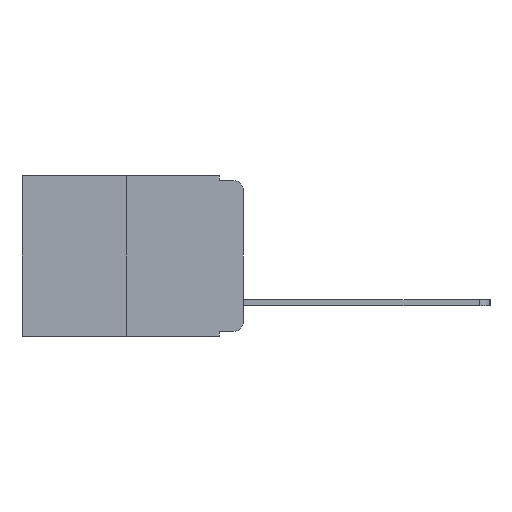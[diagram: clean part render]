
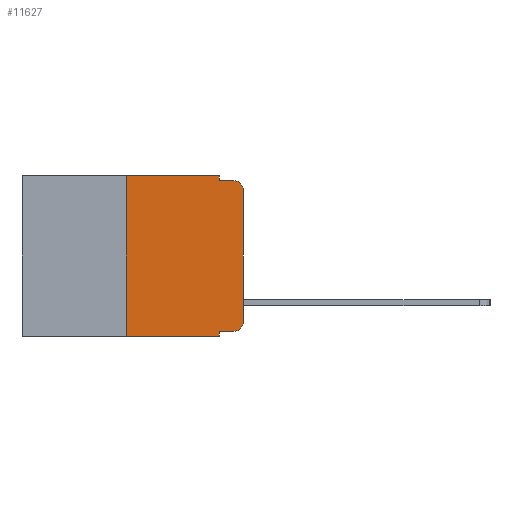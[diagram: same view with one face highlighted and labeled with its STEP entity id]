
A CAD part, left-side view. The second image highlights one B-rep face of the part: STEP entity #11627.
In plain terms, the highlighted planar face has unit normal (-1, 0, 0).
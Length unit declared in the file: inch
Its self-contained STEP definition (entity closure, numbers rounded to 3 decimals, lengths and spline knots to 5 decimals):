
#220 = DIRECTION ( 'NONE',  ( 0., 0., 1. ) ) ;
#494 = DIRECTION ( 'NONE',  ( -1., 0., 0. ) ) ;
#518 = ORIENTED_EDGE ( 'NONE', *, *, #10149, .F. ) ;
#670 = VERTEX_POINT ( 'NONE', #8963 ) ;
#780 = DIRECTION ( 'NONE',  ( 0., -1., 0. ) ) ;
#826 = CIRCLE ( 'NONE', #10194, 0.02 ) ;
#990 = LINE ( 'NONE', #10284, #13064 ) ;
#1310 = DIRECTION ( 'NONE',  ( -1., 0., 0. ) ) ;
#1415 = CARTESIAN_POINT ( 'NONE',  ( 0., 0., -0.313 ) ) ;
#1437 = CARTESIAN_POINT ( 'NONE',  ( 0., 0.051, -0.01 ) ) ;
#1438 = FACE_OUTER_BOUND ( 'NONE', #5308, .T. ) ;
#1574 = VERTEX_POINT ( 'NONE', #7469 ) ;
#1656 = VERTEX_POINT ( 'NONE', #1437 ) ;
#1697 = DIRECTION ( 'NONE',  ( 0., -1., 0. ) ) ;
#2079 = ORIENTED_EDGE ( 'NONE', *, *, #5982, .T. ) ;
#2345 = AXIS2_PLACEMENT_3D ( 'NONE', #2411, #11231, #3697 ) ;
#2362 = CARTESIAN_POINT ( 'NONE',  ( 0., 0.051, -0.343 ) ) ;
#2380 = VECTOR ( 'NONE', #12757, 39.37008 ) ;
#2411 = CARTESIAN_POINT ( 'NONE',  ( 0., 0.473, 0. ) ) ;
#2468 = ORIENTED_EDGE ( 'NONE', *, *, #8830, .T. ) ;
#3222 = VECTOR ( 'NONE', #1697, 39.37008 ) ;
#3447 = ORIENTED_EDGE ( 'NONE', *, *, #12257, .T. ) ;
#3697 = DIRECTION ( 'NONE',  ( 0., 0., -1. ) ) ;
#3846 = ORIENTED_EDGE ( 'NONE', *, *, #7561, .F. ) ;
#4007 = CARTESIAN_POINT ( 'NONE',  ( 0., 0., 0. ) ) ;
#4092 = CARTESIAN_POINT ( 'NONE',  ( 0., 0.25, 0. ) ) ;
#4166 = CARTESIAN_POINT ( 'NONE',  ( 0., 0.051, -0.01 ) ) ;
#4238 = ORIENTED_EDGE ( 'NONE', *, *, #13757, .F. ) ;
#4629 = VECTOR ( 'NONE', #780, 39.37008 ) ;
#4740 = DIRECTION ( 'NONE',  ( 0., -1., 0. ) ) ;
#4952 = VERTEX_POINT ( 'NONE', #15452 ) ;
#5255 = DIRECTION ( 'NONE',  ( 0., 0., -1. ) ) ;
#5308 = EDGE_LOOP ( 'NONE', ( #15757, #3447, #518, #3846, #4238, #7565, #14468, #8365, #2079, #2468 ) ) ;
#5425 = LINE ( 'NONE', #10126, #4629 ) ;
#5716 = CARTESIAN_POINT ( 'NONE',  ( 0., 0.051, -0.333 ) ) ;
#5982 = EDGE_CURVE ( 'NONE', #4952, #14302, #6122, .T. ) ;
#6122 = LINE ( 'NONE', #5716, #2380 ) ;
#6396 = LINE ( 'NONE', #4092, #15750 ) ;
#6479 = VERTEX_POINT ( 'NONE', #12780 ) ;
#6554 = LINE ( 'NONE', #4166, #3222 ) ;
#7165 = VERTEX_POINT ( 'NONE', #7641 ) ;
#7241 = LINE ( 'NONE', #9785, #13410 ) ;
#7469 = CARTESIAN_POINT ( 'NONE',  ( 0., 0.25, -0.343 ) ) ;
#7561 = EDGE_CURVE ( 'NONE', #670, #1656, #15253, .T. ) ;
#7565 = ORIENTED_EDGE ( 'NONE', *, *, #9292, .F. ) ;
#7641 = CARTESIAN_POINT ( 'NONE',  ( 0., 0.02, -0.01 ) ) ;
#8365 = ORIENTED_EDGE ( 'NONE', *, *, #13349, .F. ) ;
#8821 = VECTOR ( 'NONE', #9547, 39.37008 ) ;
#8829 = CARTESIAN_POINT ( 'NONE',  ( 0., 0.02, -0.03 ) ) ;
#8830 = EDGE_CURVE ( 'NONE', #14302, #10550, #13002, .T. ) ;
#8963 = CARTESIAN_POINT ( 'NONE',  ( 0., 0.051, 0. ) ) ;
#9183 = EDGE_CURVE ( 'NONE', #1574, #11611, #5425, .T. ) ;
#9292 = EDGE_CURVE ( 'NONE', #1574, #6479, #6396, .T. ) ;
#9435 = CARTESIAN_POINT ( 'NONE',  ( 0., 0.051, 0. ) ) ;
#9547 = DIRECTION ( 'NONE',  ( 0., 0., -1. ) ) ;
#9785 = CARTESIAN_POINT ( 'NONE',  ( 0., 0.473, 0. ) ) ;
#10064 = EDGE_CURVE ( 'NONE', #10550, #11364, #14242, .T. ) ;
#10126 = CARTESIAN_POINT ( 'NONE',  ( 0., 0.473, -0.343 ) ) ;
#10130 = DIRECTION ( 'NONE',  ( 0., 0., -1. ) ) ;
#10149 = EDGE_CURVE ( 'NONE', #1656, #7165, #6554, .T. ) ;
#10194 = AXIS2_PLACEMENT_3D ( 'NONE', #8829, #1310, #10130 ) ;
#10284 = CARTESIAN_POINT ( 'NONE',  ( 0., 0.051, 0. ) ) ;
#10550 = VERTEX_POINT ( 'NONE', #1415 ) ;
#11110 = VECTOR ( 'NONE', #11571, 39.37008 ) ;
#11231 = DIRECTION ( 'NONE',  ( 1., 0., 0. ) ) ;
#11364 = VERTEX_POINT ( 'NONE', #14209 ) ;
#11571 = DIRECTION ( 'NONE',  ( 0., 0., 1. ) ) ;
#11611 = VERTEX_POINT ( 'NONE', #2362 ) ;
#11627 = ADVANCED_FACE ( 'NONE', ( #1438 ), #15914, .F. ) ;
#12068 = CARTESIAN_POINT ( 'NONE',  ( 0., 0.02, -0.313 ) ) ;
#12221 = DIRECTION ( 'NONE',  ( 0., 0., -1. ) ) ;
#12257 = EDGE_CURVE ( 'NONE', #11364, #7165, #826, .T. ) ;
#12757 = DIRECTION ( 'NONE',  ( 0., -1., 0. ) ) ;
#12780 = CARTESIAN_POINT ( 'NONE',  ( 0., 0.25, 0. ) ) ;
#12966 = AXIS2_PLACEMENT_3D ( 'NONE', #12068, #494, #12221 ) ;
#13002 = CIRCLE ( 'NONE', #12966, 0.02 ) ;
#13064 = VECTOR ( 'NONE', #5255, 39.37008 ) ;
#13349 = EDGE_CURVE ( 'NONE', #4952, #11611, #990, .T. ) ;
#13410 = VECTOR ( 'NONE', #4740, 39.37008 ) ;
#13757 = EDGE_CURVE ( 'NONE', #6479, #670, #7241, .T. ) ;
#14209 = CARTESIAN_POINT ( 'NONE',  ( 0., 0., -0.03 ) ) ;
#14242 = LINE ( 'NONE', #4007, #11110 ) ;
#14302 = VERTEX_POINT ( 'NONE', #14409 ) ;
#14409 = CARTESIAN_POINT ( 'NONE',  ( 0., 0.02, -0.333 ) ) ;
#14468 = ORIENTED_EDGE ( 'NONE', *, *, #9183, .T. ) ;
#15253 = LINE ( 'NONE', #9435, #8821 ) ;
#15452 = CARTESIAN_POINT ( 'NONE',  ( 0., 0.051, -0.333 ) ) ;
#15750 = VECTOR ( 'NONE', #220, 39.37008 ) ;
#15757 = ORIENTED_EDGE ( 'NONE', *, *, #10064, .T. ) ;
#15914 = PLANE ( 'NONE',  #2345 ) ;
